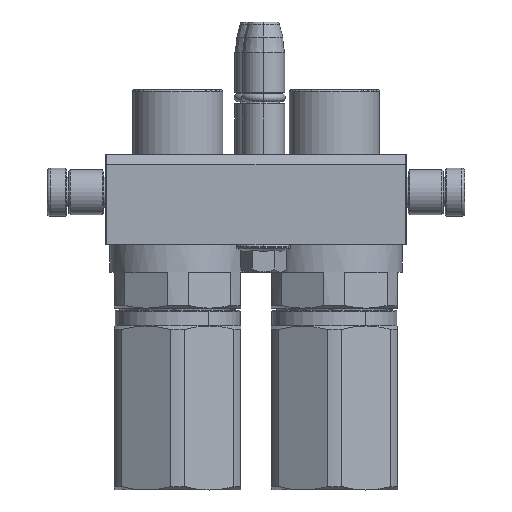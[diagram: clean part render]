
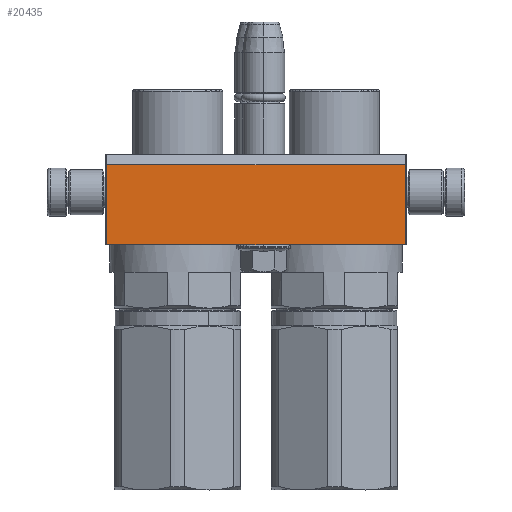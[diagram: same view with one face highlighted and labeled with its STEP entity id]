
A CAD part, left-side view. The second image highlights one B-rep face of the part: STEP entity #20435.
In plain terms, the highlighted face is planar.
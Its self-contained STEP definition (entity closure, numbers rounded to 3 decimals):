
#4474 = VECTOR ( 'NONE', #12068, 1000. ) ;
#12068 = DIRECTION ( 'NONE',  ( 1., 0., 0. ) ) ;
#12694 = LINE ( 'NONE', #71426, #45254 ) ;
#13419 = ORIENTED_EDGE ( 'NONE', *, *, #64066, .F. ) ;
#14454 = VERTEX_POINT ( 'NONE', #55634 ) ;
#18712 = CARTESIAN_POINT ( 'NONE',  ( -49.5, -15., 56. ) ) ;
#19063 = CARTESIAN_POINT ( 'NONE',  ( 49.5, -15., 56. ) ) ;
#20435 = ADVANCED_FACE ( 'NONE', ( #30286 ), #29450, .T. ) ;
#29450 = PLANE ( 'NONE',  #47761 ) ;
#29796 = EDGE_LOOP ( 'NONE', ( #33330, #36195, #35122, #13419 ) ) ;
#30286 = FACE_OUTER_BOUND ( 'NONE', #29796, .T. ) ;
#30300 = CARTESIAN_POINT ( 'NONE',  ( -49.5, 11.536, 56. ) ) ;
#30461 = DIRECTION ( 'NONE',  ( 0., 1., 0. ) ) ;
#33330 = ORIENTED_EDGE ( 'NONE', *, *, #54847, .T. ) ;
#33693 = CARTESIAN_POINT ( 'NONE',  ( 49.5, -15., 56. ) ) ;
#33694 = DIRECTION ( 'NONE',  ( 1., 0., 0. ) ) ;
#34110 = VERTEX_POINT ( 'NONE', #30300 ) ;
#34698 = EDGE_CURVE ( 'NONE', #75144, #37826, #48301, .T. ) ;
#35122 = ORIENTED_EDGE ( 'NONE', *, *, #36347, .F. ) ;
#35819 = LINE ( 'NONE', #18712, #45775 ) ;
#36195 = ORIENTED_EDGE ( 'NONE', *, *, #34698, .T. ) ;
#36347 = EDGE_CURVE ( 'NONE', #34110, #37826, #39703, .T. ) ;
#36912 = DIRECTION ( 'NONE',  ( 0., 1., 0. ) ) ;
#37826 = VERTEX_POINT ( 'NONE', #62738 ) ;
#39703 = LINE ( 'NONE', #40889, #4474 ) ;
#40889 = CARTESIAN_POINT ( 'NONE',  ( -49.5, 11.536, 56. ) ) ;
#41025 = CARTESIAN_POINT ( 'NONE',  ( -50., -15., 56. ) ) ;
#45254 = VECTOR ( 'NONE', #36912, 1000. ) ;
#45775 = VECTOR ( 'NONE', #64831, 1000. ) ;
#47761 = AXIS2_PLACEMENT_3D ( 'NONE', #41025, #68441, #33694 ) ;
#48301 = LINE ( 'NONE', #19063, #58304 ) ;
#54847 = EDGE_CURVE ( 'NONE', #14454, #75144, #35819, .T. ) ;
#55634 = CARTESIAN_POINT ( 'NONE',  ( -49.5, -15., 56. ) ) ;
#58304 = VECTOR ( 'NONE', #30461, 1000. ) ;
#62738 = CARTESIAN_POINT ( 'NONE',  ( 49.5, 11.536, 56. ) ) ;
#64066 = EDGE_CURVE ( 'NONE', #14454, #34110, #12694, .T. ) ;
#64831 = DIRECTION ( 'NONE',  ( 1., 0., 0. ) ) ;
#68441 = DIRECTION ( 'NONE',  ( 0., 0., 1. ) ) ;
#71426 = CARTESIAN_POINT ( 'NONE',  ( -49.5, -15., 56. ) ) ;
#75144 = VERTEX_POINT ( 'NONE', #33693 ) ;
